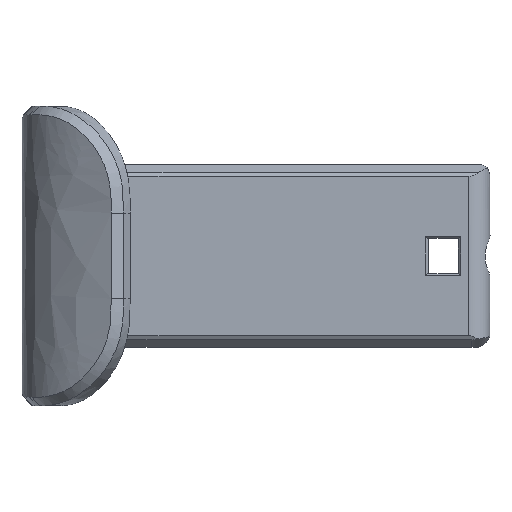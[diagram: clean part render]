
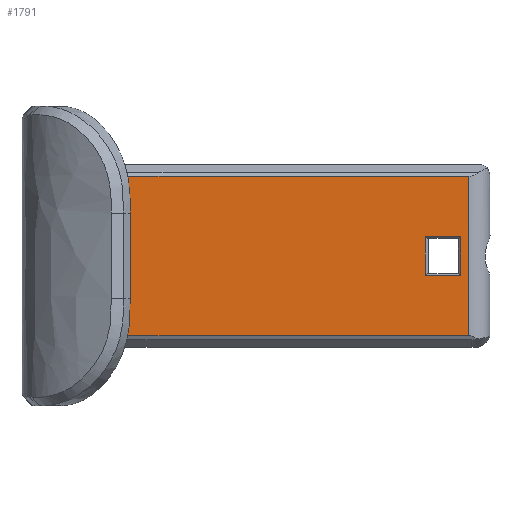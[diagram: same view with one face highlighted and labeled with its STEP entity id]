
A CAD part, top view. The second image highlights one B-rep face of the part: STEP entity #1791.
In plain terms, the highlighted planar face has unit normal (0, 0, 1).
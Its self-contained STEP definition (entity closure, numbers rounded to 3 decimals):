
#153=FACE_BOUND('',#277,.T.);
#172=FACE_OUTER_BOUND('',#276,.T.);
#276=EDGE_LOOP('',(#1212,#1213,#1214,#1215,#1216,#1217,#1218,#1219));
#277=EDGE_LOOP('',(#1220,#1221,#1222,#1223));
#375=LINE('',#2378,#552);
#381=LINE('',#2391,#558);
#383=LINE('',#2394,#560);
#387=LINE('',#2401,#564);
#401=LINE('',#2432,#578);
#402=LINE('',#2434,#579);
#403=LINE('',#2436,#580);
#404=LINE('',#2438,#581);
#405=LINE('',#2440,#582);
#406=LINE('',#2442,#583);
#407=LINE('',#2444,#584);
#408=LINE('',#2445,#585);
#552=VECTOR('',#2006,10.);
#558=VECTOR('',#2014,10.);
#560=VECTOR('',#2018,10.);
#564=VECTOR('',#2024,10.);
#578=VECTOR('',#2046,10.);
#579=VECTOR('',#2047,10.);
#580=VECTOR('',#2048,10.);
#581=VECTOR('',#2049,3.);
#582=VECTOR('',#2050,10.);
#583=VECTOR('',#2051,10.);
#584=VECTOR('',#2052,10.);
#585=VECTOR('',#2053,10.);
#729=VERTEX_POINT('',#2376);
#730=VERTEX_POINT('',#2377);
#735=VERTEX_POINT('',#2388);
#736=VERTEX_POINT('',#2390);
#750=VERTEX_POINT('',#2430);
#751=VERTEX_POINT('',#2431);
#752=VERTEX_POINT('',#2433);
#753=VERTEX_POINT('',#2435);
#754=VERTEX_POINT('',#2437);
#755=VERTEX_POINT('',#2439);
#756=VERTEX_POINT('',#2441);
#757=VERTEX_POINT('',#2443);
#900=EDGE_CURVE('',#729,#730,#375,.T.);
#906=EDGE_CURVE('',#735,#736,#381,.T.);
#908=EDGE_CURVE('',#730,#735,#383,.T.);
#912=EDGE_CURVE('',#736,#729,#387,.T.);
#927=EDGE_CURVE('',#750,#751,#401,.T.);
#928=EDGE_CURVE('',#752,#750,#402,.T.);
#929=EDGE_CURVE('',#753,#752,#403,.T.);
#930=EDGE_CURVE('',#754,#753,#404,.T.);
#931=EDGE_CURVE('',#755,#754,#405,.T.);
#932=EDGE_CURVE('',#756,#755,#406,.T.);
#933=EDGE_CURVE('',#757,#756,#407,.T.);
#934=EDGE_CURVE('',#751,#757,#408,.T.);
#1212=ORIENTED_EDGE('',*,*,#927,.F.);
#1213=ORIENTED_EDGE('',*,*,#928,.F.);
#1214=ORIENTED_EDGE('',*,*,#929,.F.);
#1215=ORIENTED_EDGE('',*,*,#930,.F.);
#1216=ORIENTED_EDGE('',*,*,#931,.F.);
#1217=ORIENTED_EDGE('',*,*,#932,.F.);
#1218=ORIENTED_EDGE('',*,*,#933,.F.);
#1219=ORIENTED_EDGE('',*,*,#934,.F.);
#1220=ORIENTED_EDGE('',*,*,#906,.F.);
#1221=ORIENTED_EDGE('',*,*,#908,.F.);
#1222=ORIENTED_EDGE('',*,*,#900,.F.);
#1223=ORIENTED_EDGE('',*,*,#912,.F.);
#1734=PLANE('',#1911);
#1791=ADVANCED_FACE('',(#172,#153),#1734,.T.);
#1911=AXIS2_PLACEMENT_3D('',#2429,#2044,#2045);
#2006=DIRECTION('',(-1.,0.,0.));
#2014=DIRECTION('',(1.,0.,0.));
#2018=DIRECTION('',(0.,-1.,0.));
#2024=DIRECTION('',(0.,1.,0.));
#2044=DIRECTION('center_axis',(0.,0.,1.));
#2045=DIRECTION('ref_axis',(0.,-1.,0.));
#2046=DIRECTION('',(1.,0.,0.));
#2047=DIRECTION('',(0.,1.,0.));
#2048=DIRECTION('',(-1.,0.,0.));
#2049=DIRECTION('',(0.,-1.,0.));
#2050=DIRECTION('',(1.,0.,0.));
#2051=DIRECTION('',(0.,1.,0.));
#2052=DIRECTION('',(-1.,0.,0.));
#2053=DIRECTION('',(0.,1.,0.));
#2376=CARTESIAN_POINT('',(2.5,2.709,4.));
#2377=CARTESIAN_POINT('',(-2.5,2.709,4.));
#2378=CARTESIAN_POINT('',(-25.45,2.709,4.));
#2388=CARTESIAN_POINT('',(-2.5,-2.709,4.));
#2390=CARTESIAN_POINT('',(2.5,-2.709,4.));
#2391=CARTESIAN_POINT('',(-25.45,-2.709,4.));
#2394=CARTESIAN_POINT('',(-2.5,5.778,4.));
#2401=CARTESIAN_POINT('',(2.5,5.778,4.));
#2429=CARTESIAN_POINT('Origin',(-53.,11.557,4.));
#2430=CARTESIAN_POINT('',(-53.,-3.,4.));
#2431=CARTESIAN_POINT('',(-48.4,-3.,4.));
#2432=CARTESIAN_POINT('',(-53.,-3.,4.));
#2433=CARTESIAN_POINT('',(-53.,-11.157,4.));
#2434=CARTESIAN_POINT('',(-53.,-11.557,4.));
#2435=CARTESIAN_POINT('',(3.564,-11.157,4.));
#2436=CARTESIAN_POINT('',(-53.,-11.157,4.));
#2437=CARTESIAN_POINT('',(3.564,11.157,4.));
#2438=CARTESIAN_POINT('',(3.564,1.3,4.));
#2439=CARTESIAN_POINT('',(-53.,11.157,4.));
#2440=CARTESIAN_POINT('',(-53.,11.157,4.));
#2441=CARTESIAN_POINT('',(-53.,3.,4.));
#2442=CARTESIAN_POINT('',(-53.,-11.557,4.));
#2443=CARTESIAN_POINT('',(-48.4,3.,4.));
#2444=CARTESIAN_POINT('',(-53.,3.,4.));
#2445=CARTESIAN_POINT('',(-48.4,5.778,4.));
